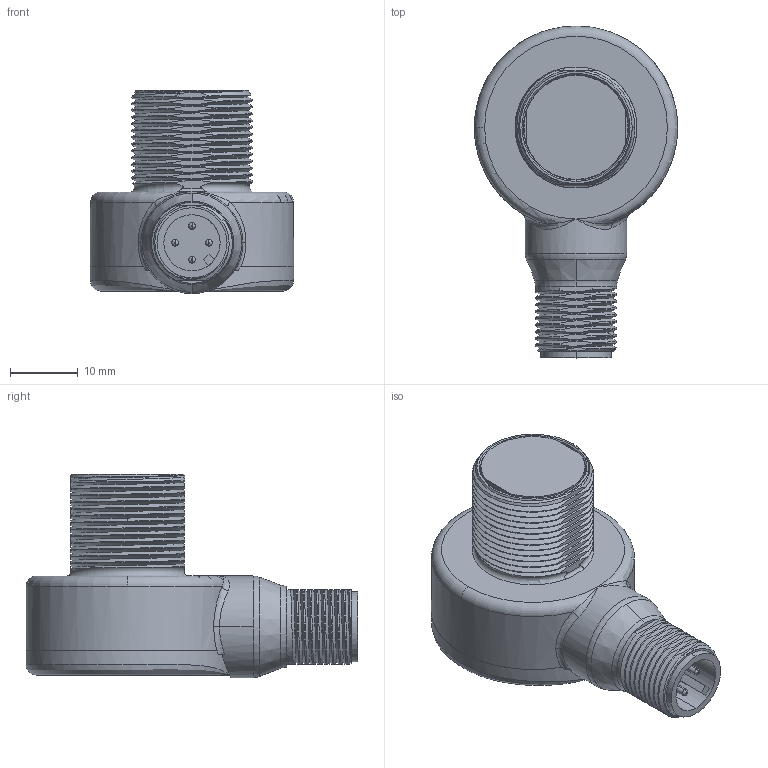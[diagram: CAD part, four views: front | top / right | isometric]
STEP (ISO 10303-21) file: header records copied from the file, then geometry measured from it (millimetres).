
FILE_DESCRIPTION((''),'2;1');
FILE_NAME('152784_SW','2010-11-16T',('banengservice'),('BANNER ENGINEERING'),'PRO/ENGINEER BY PARAMETRIC TECHNOLOGY CORPORATION, 2009141','PRO/ENGINEER BY PARAMETRIC TECHNOLOGY CORPORATION, 2009141','');
FILE_SCHEMA(('CONFIG_CONTROL_DESIGN'));
Length unit declared in the file: inch
Products named in the file (1): 152784_SW
Bounding box: 30.02 x 49.01 x 30 mm (x, y, z)
Volume: 6541.1 mm3; surface area: 11035 mm2
Topology: 2 solids, 2 shells, 411 faces, 1060 edges, 671 vertices
Faces by surface type: cylinder 158, plane 147, bspline 39, torus 26, cone 25, sphere 8, extrusion 6, revolution 2
Entity records: 26932 total; most frequent: CARTESIAN_POINT 17366, ORIENTED_EDGE 2108, DIRECTION 1824, EDGE_CURVE 1054, AXIS2_PLACEMENT_3D 714, VERTEX_POINT 671, EDGE_LOOP 443, FACE_OUTER_BOUND 411
